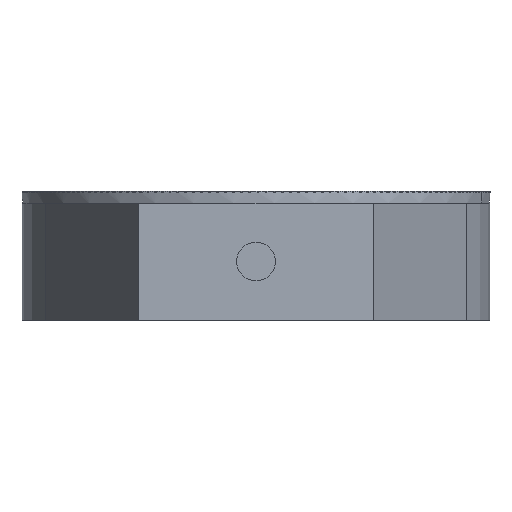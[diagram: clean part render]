
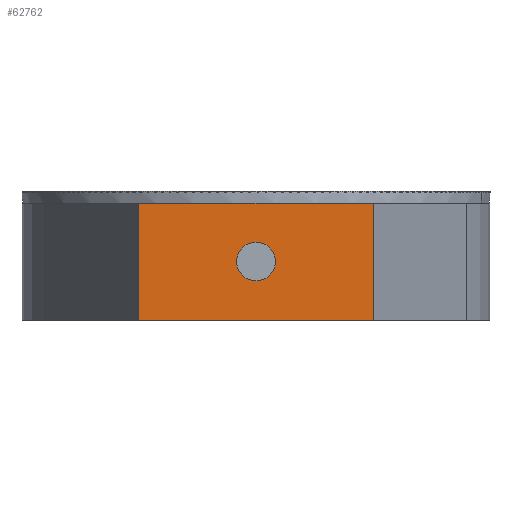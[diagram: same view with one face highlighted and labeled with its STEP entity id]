
A CAD part, front view. The second image highlights one B-rep face of the part: STEP entity #62762.
In plain terms, the highlighted face is planar.
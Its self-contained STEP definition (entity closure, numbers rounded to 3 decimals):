
#1602 = CARTESIAN_POINT ( 'NONE',  ( 0., 5., 25. ) ) ;
#2438 = DIRECTION ( 'NONE',  ( -1., 0., 0. ) ) ;
#4156 = ORIENTED_EDGE ( 'NONE', *, *, #49984, .F. ) ;
#5631 = CARTESIAN_POINT ( 'NONE',  ( 10., 0., 25. ) ) ;
#7254 = PLANE ( 'NONE',  #28936 ) ;
#7736 = ORIENTED_EDGE ( 'NONE', *, *, #32435, .F. ) ;
#8081 = CARTESIAN_POINT ( 'NONE',  ( -10., 10., 25. ) ) ;
#8368 = DIRECTION ( 'NONE',  ( 1., 0., 0. ) ) ;
#10526 = VERTEX_POINT ( 'NONE', #43735 ) ;
#12262 = VERTEX_POINT ( 'NONE', #52194 ) ;
#12908 = LINE ( 'NONE', #33892, #29598 ) ;
#12918 = VERTEX_POINT ( 'NONE', #49506 ) ;
#12935 = DIRECTION ( 'NONE',  ( 0., 0., 1. ) ) ;
#16908 = ORIENTED_EDGE ( 'NONE', *, *, #37097, .T. ) ;
#17409 = DIRECTION ( 'NONE',  ( 0., 0., 1. ) ) ;
#17559 = FACE_BOUND ( 'NONE', #52484, .T. ) ;
#17627 = LINE ( 'NONE', #64016, #51212 ) ;
#17961 = DIRECTION ( 'NONE',  ( 0., -1., 0. ) ) ;
#18288 = EDGE_LOOP ( 'NONE', ( #42878, #7736, #4156, #16908 ) ) ;
#19412 = DIRECTION ( 'NONE',  ( 0., -1., 0. ) ) ;
#23402 = FACE_OUTER_BOUND ( 'NONE', #18288, .T. ) ;
#25512 = EDGE_CURVE ( 'NONE', #28288, #54950, #12908, .T. ) ;
#27053 = DIRECTION ( 'NONE',  ( 1., 0., 0. ) ) ;
#28288 = VERTEX_POINT ( 'NONE', #61251 ) ;
#28331 = LINE ( 'NONE', #34503, #50883 ) ;
#28461 = VECTOR ( 'NONE', #19412, 1000. ) ;
#28936 = AXIS2_PLACEMENT_3D ( 'NONE', #60155, #64295, #2438 ) ;
#29598 = VECTOR ( 'NONE', #54842, 1000. ) ;
#30069 = ORIENTED_EDGE ( 'NONE', *, *, #42449, .F. ) ;
#31070 = AXIS2_PLACEMENT_3D ( 'NONE', #60010, #12935, #27053 ) ;
#32435 = EDGE_CURVE ( 'NONE', #10526, #54950, #17627, .T. ) ;
#33892 = CARTESIAN_POINT ( 'NONE',  ( -10., 0., 25. ) ) ;
#34503 = CARTESIAN_POINT ( 'NONE',  ( -10., 10., 25. ) ) ;
#36330 = AXIS2_PLACEMENT_3D ( 'NONE', #1602, #17409, #38394 ) ;
#37097 = EDGE_CURVE ( 'NONE', #12262, #28288, #39373, .T. ) ;
#38394 = DIRECTION ( 'NONE',  ( 1., 0., 0. ) ) ;
#39152 = ORIENTED_EDGE ( 'NONE', *, *, #59422, .F. ) ;
#39373 = LINE ( 'NONE', #8081, #28461 ) ;
#42449 = EDGE_CURVE ( 'NONE', #12918, #51400, #63772, .T. ) ;
#42878 = ORIENTED_EDGE ( 'NONE', *, *, #25512, .T. ) ;
#43735 = CARTESIAN_POINT ( 'NONE',  ( 10., 10., 25. ) ) ;
#44062 = CARTESIAN_POINT ( 'NONE',  ( -1.65, 5., 25. ) ) ;
#49506 = CARTESIAN_POINT ( 'NONE',  ( 1.65, 5., 25. ) ) ;
#49984 = EDGE_CURVE ( 'NONE', #12262, #10526, #28331, .T. ) ;
#50883 = VECTOR ( 'NONE', #8368, 1000. ) ;
#51212 = VECTOR ( 'NONE', #17961, 1000. ) ;
#51400 = VERTEX_POINT ( 'NONE', #44062 ) ;
#52194 = CARTESIAN_POINT ( 'NONE',  ( -10., 10., 25. ) ) ;
#52484 = EDGE_LOOP ( 'NONE', ( #30069, #39152 ) ) ;
#54061 = CIRCLE ( 'NONE', #31070, 1.65 ) ;
#54842 = DIRECTION ( 'NONE',  ( 1., 0., 0. ) ) ;
#54950 = VERTEX_POINT ( 'NONE', #5631 ) ;
#59422 = EDGE_CURVE ( 'NONE', #51400, #12918, #54061, .T. ) ;
#60010 = CARTESIAN_POINT ( 'NONE',  ( 0., 5., 25. ) ) ;
#60155 = CARTESIAN_POINT ( 'NONE',  ( -10., 10., 25. ) ) ;
#61251 = CARTESIAN_POINT ( 'NONE',  ( -10., 0., 25. ) ) ;
#62762 = ADVANCED_FACE ( 'NONE', ( #17559, #23402 ), #7254, .F. ) ;
#63772 = CIRCLE ( 'NONE', #36330, 1.65 ) ;
#64016 = CARTESIAN_POINT ( 'NONE',  ( 10., 10., 25. ) ) ;
#64295 = DIRECTION ( 'NONE',  ( 0., 0., -1. ) ) ;
